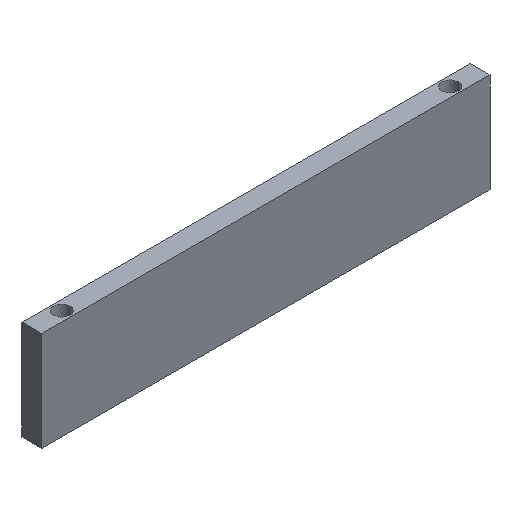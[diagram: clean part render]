
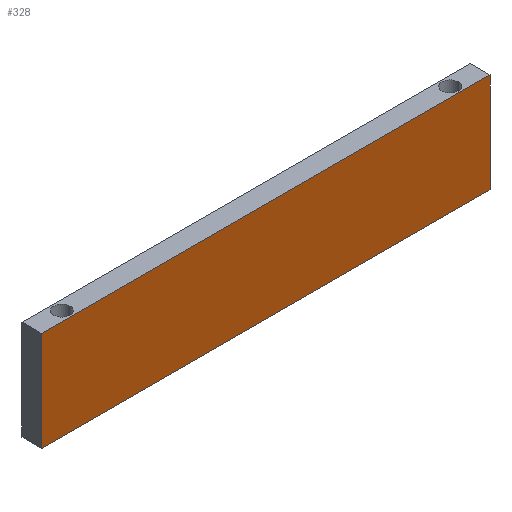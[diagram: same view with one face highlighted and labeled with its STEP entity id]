
A CAD part, isometric view. The second image highlights one B-rep face of the part: STEP entity #328.
In plain terms, the highlighted planar face has unit normal (0, -1, 0).
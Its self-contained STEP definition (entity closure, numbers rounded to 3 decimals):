
#7 = VECTOR ( 'NONE', #89, 1000. ) ;
#45 = CARTESIAN_POINT ( 'NONE',  ( -225., 0., 50. ) ) ;
#66 = FACE_OUTER_BOUND ( 'NONE', #158, .T. ) ;
#85 = CARTESIAN_POINT ( 'NONE',  ( 225., 0., 50. ) ) ;
#89 = DIRECTION ( 'NONE',  ( -1., 0., 0. ) ) ;
#95 = DIRECTION ( 'NONE',  ( 0., -1., 0. ) ) ;
#107 = CARTESIAN_POINT ( 'NONE',  ( 0., 0., 0. ) ) ;
#113 = VERTEX_POINT ( 'NONE', #247 ) ;
#139 = DIRECTION ( 'NONE',  ( 0., 0., -1. ) ) ;
#151 = EDGE_CURVE ( 'NONE', #248, #113, #154, .T. ) ;
#154 = LINE ( 'NONE', #162, #173 ) ;
#158 = EDGE_LOOP ( 'NONE', ( #191, #195, #382, #244 ) ) ;
#162 = CARTESIAN_POINT ( 'NONE',  ( -225., 0., 50. ) ) ;
#173 = VECTOR ( 'NONE', #222, 1000. ) ;
#177 = CARTESIAN_POINT ( 'NONE',  ( 225., 0., -50. ) ) ;
#191 = ORIENTED_EDGE ( 'NONE', *, *, #202, .F. ) ;
#195 = ORIENTED_EDGE ( 'NONE', *, *, #276, .F. ) ;
#197 = VECTOR ( 'NONE', #336, 1000. ) ;
#202 = EDGE_CURVE ( 'NONE', #349, #303, #306, .T. ) ;
#215 = VECTOR ( 'NONE', #319, 1000. ) ;
#220 = AXIS2_PLACEMENT_3D ( 'NONE', #107, #95, #139 ) ;
#222 = DIRECTION ( 'NONE',  ( 0., 0., 1. ) ) ;
#242 = EDGE_CURVE ( 'NONE', #303, #248, #286, .T. ) ;
#244 = ORIENTED_EDGE ( 'NONE', *, *, #242, .F. ) ;
#247 = CARTESIAN_POINT ( 'NONE',  ( -225., 0., 50. ) ) ;
#248 = VERTEX_POINT ( 'NONE', #266 ) ;
#266 = CARTESIAN_POINT ( 'NONE',  ( -225., 0., -50. ) ) ;
#276 = EDGE_CURVE ( 'NONE', #113, #349, #296, .T. ) ;
#286 = LINE ( 'NONE', #345, #7 ) ;
#296 = LINE ( 'NONE', #45, #215 ) ;
#303 = VERTEX_POINT ( 'NONE', #177 ) ;
#306 = LINE ( 'NONE', #85, #197 ) ;
#308 = CARTESIAN_POINT ( 'NONE',  ( 225., 0., 50. ) ) ;
#319 = DIRECTION ( 'NONE',  ( 1., 0., 0. ) ) ;
#328 = ADVANCED_FACE ( 'NONE', ( #66 ), #335, .T. ) ;
#335 = PLANE ( 'NONE',  #220 ) ;
#336 = DIRECTION ( 'NONE',  ( 0., 0., -1. ) ) ;
#345 = CARTESIAN_POINT ( 'NONE',  ( -225., 0., -50. ) ) ;
#349 = VERTEX_POINT ( 'NONE', #308 ) ;
#382 = ORIENTED_EDGE ( 'NONE', *, *, #151, .F. ) ;
